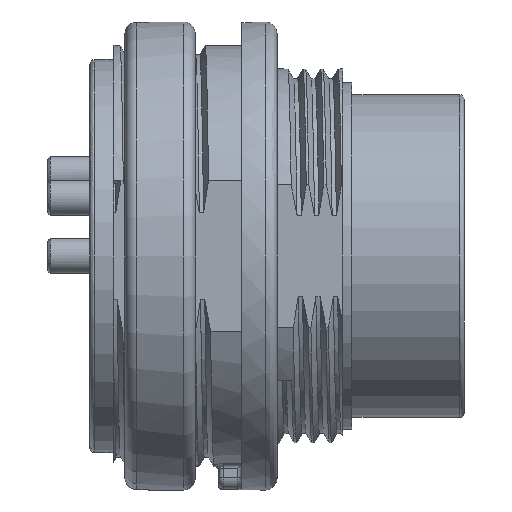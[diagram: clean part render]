
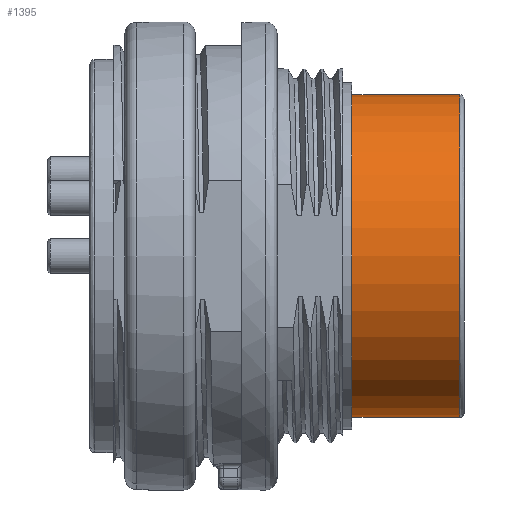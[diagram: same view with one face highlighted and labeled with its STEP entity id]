
A CAD part, front view. The second image highlights one B-rep face of the part: STEP entity #1395.
In plain terms, the highlighted cylindrical face has radius 6.9 mm (diameter 13.8 mm), a full revolution.
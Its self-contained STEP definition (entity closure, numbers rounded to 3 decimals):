
#668=FACE_BOUND('',#2113,.T.);
#669=FACE_BOUND('',#2114,.T.);
#1153=CIRCLE('',#6541,6.9);
#1154=CIRCLE('',#6543,6.9);
#1395=ADVANCED_FACE('',(#668,#669),#1714,.T.);
#1714=CYLINDRICAL_SURFACE('',#6544,6.9);
#2113=EDGE_LOOP('',(#3242));
#2114=EDGE_LOOP('',(#3243));
#3242=ORIENTED_EDGE('',*,*,#5313,.F.);
#3243=ORIENTED_EDGE('',*,*,#5314,.T.);
#4665=VERTEX_POINT('',#11173);
#4666=VERTEX_POINT('',#11176);
#5313=EDGE_CURVE('',#4665,#4665,#1153,.T.);
#5314=EDGE_CURVE('',#4666,#4666,#1154,.T.);
#6541=AXIS2_PLACEMENT_3D('',#11172,#7277,#7278);
#6543=AXIS2_PLACEMENT_3D('',#11175,#7281,#7282);
#6544=AXIS2_PLACEMENT_3D('',#11177,#7283,#7284);
#7277=DIRECTION('',(-1.,0.,0.));
#7278=DIRECTION('',(0.,0.,-1.));
#7281=DIRECTION('',(-1.,0.,0.));
#7282=DIRECTION('',(0.,0.,-1.));
#7283=DIRECTION('',(-1.,0.,0.));
#7284=DIRECTION('',(0.,0.,-1.));
#11172=CARTESIAN_POINT('',(-4.8,0.,0.));
#11173=CARTESIAN_POINT('',(-4.8,0.,-6.9));
#11175=CARTESIAN_POINT('',(-0.2,0.,0.));
#11176=CARTESIAN_POINT('',(-0.2,0.,-6.9));
#11177=CARTESIAN_POINT('',(-0.2,0.,0.));
